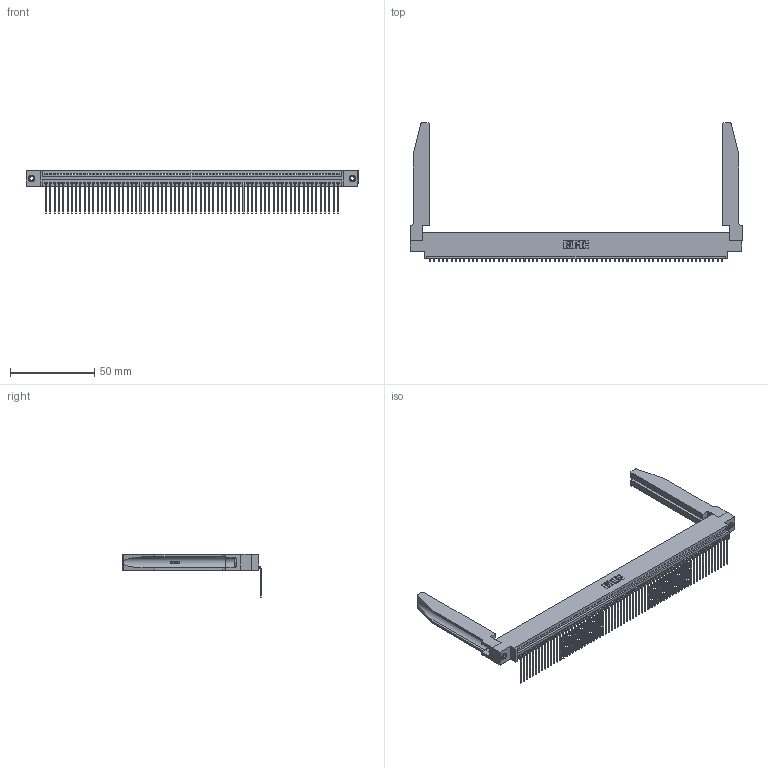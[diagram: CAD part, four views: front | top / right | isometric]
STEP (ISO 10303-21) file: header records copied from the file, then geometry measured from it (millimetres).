
FILE_DESCRIPTION (( 'STEP AP203' ), '1' );
FILE_NAME ('345-069-559-678.STEP', '2019-10-12T13:52:39', ( '' ), ( '' ), 'SwSTEP 2.0', 'SolidWorks 2016', '' );
FILE_SCHEMA (( 'CONFIG_CONTROL_DESIGN' ));
Length unit declared in the file: inch
Products named in the file (5): 345-220-078_345-220-078; 345-250-001_345-250-001-102; 345-069-559-678; 345-292-001_558 559 Tail - 1; 345 Part_0.170 Offset - 0.156 Dia-TH
Assembly tree (74 placements, depth 2):
  345-069-559-678
    345 Part_0.170 Offset - 0.156 Dia-TH
    345-292-001_558 559 Tail - 1  x69
    345-250-001_345-250-001-102  x2
    345-220-078_345-220-078  x2
Bounding box: 196.49 x 82.03 x 25.53 mm (x, y, z)
Volume: 26771.4 mm3; surface area: 33940.5 mm2
Topology: 74 solids, 74 shells, 4504 faces, 13519 edges, 8910 vertices
Faces by surface type: plane 3124, cylinder 1328, bspline 36, cone 12, torus 4
Entity records: 53252 total; most frequent: CARTESIAN_POINT 10122, ORIENTED_EDGE 9022, DIRECTION 7807, EDGE_CURVE 4511, LINE 4009, VECTOR 4009, VERTEX_POINT 3000, AXIS2_PLACEMENT_3D 1899
